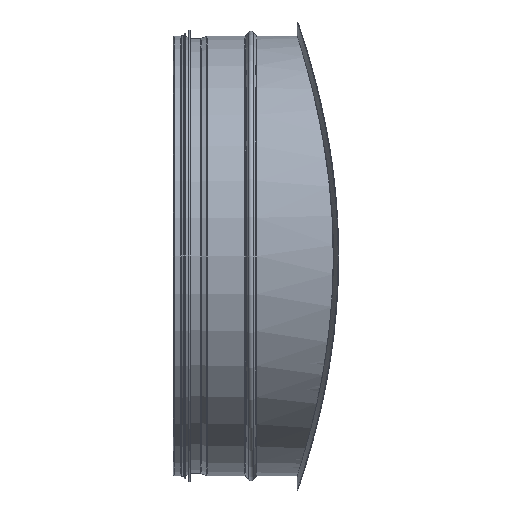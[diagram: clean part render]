
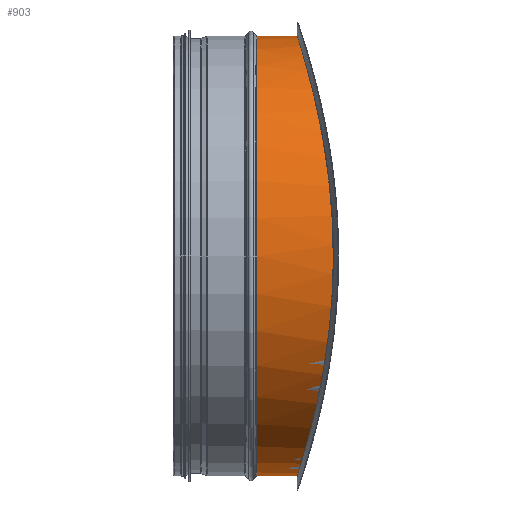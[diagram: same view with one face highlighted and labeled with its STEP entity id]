
A CAD part, left-side view. The second image highlights one B-rep face of the part: STEP entity #903.
In plain terms, the highlighted cylindrical face has radius 199.4 mm (diameter 398.8 mm), a full revolution.
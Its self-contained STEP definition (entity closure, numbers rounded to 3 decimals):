
#645=CARTESIAN_POINT('',(199.4,113.,0.0));
#646=VERTEX_POINT('',#645);
#655=CARTESIAN_POINT('',(-199.4,113.,0.0));
#656=VERTEX_POINT('',#655);
#657=CARTESIAN_POINT('',(-199.4,113.,0.));
#658=CARTESIAN_POINT('',(-199.4,113.,-6.306));
#659=CARTESIAN_POINT('',(-199.1,113.096,-12.713));
#660=CARTESIAN_POINT('',(-197.855,113.492,-25.603));
#661=CARTESIAN_POINT('',(-196.912,113.791,-32.086));
#662=CARTESIAN_POINT('',(-193.094,114.989,-51.462));
#663=CARTESIAN_POINT('',(-189.222,116.194,-64.281));
#664=CARTESIAN_POINT('',(-179.019,119.225,-88.821));
#665=CARTESIAN_POINT('',(-172.681,121.051,-100.562));
#666=CARTESIAN_POINT('',(-158.071,124.983,-122.25));
#667=CARTESIAN_POINT('',(-149.798,127.085,-132.196));
#668=CARTESIAN_POINT('',(-132.193,131.165,-149.801));
#669=CARTESIAN_POINT('',(-122.245,133.289,-158.074));
#670=CARTESIAN_POINT('',(-100.558,137.301,-172.683));
#671=CARTESIAN_POINT('',(-88.819,139.184,-179.019));
#672=CARTESIAN_POINT('',(-64.285,142.331,-189.22));
#673=CARTESIAN_POINT('',(-51.468,143.594,-193.093));
#674=CARTESIAN_POINT('',(-32.092,144.854,-196.911));
#675=CARTESIAN_POINT('',(-25.609,145.169,-197.855));
#676=CARTESIAN_POINT('',(-12.717,145.586,-199.099));
#677=CARTESIAN_POINT('',(-6.308,145.688,-199.4));
#678=CARTESIAN_POINT('',(0.,145.688,-199.4));
#679=CARTESIAN_POINT('',(6.308,145.688,-199.4));
#680=CARTESIAN_POINT('',(12.717,145.586,-199.099));
#681=CARTESIAN_POINT('',(25.609,145.169,-197.855));
#682=CARTESIAN_POINT('',(32.092,144.854,-196.911));
#683=CARTESIAN_POINT('',(51.468,143.594,-193.093));
#684=CARTESIAN_POINT('',(64.285,142.331,-189.22));
#685=CARTESIAN_POINT('',(88.819,139.184,-179.019));
#686=CARTESIAN_POINT('',(100.558,137.301,-172.683));
#687=CARTESIAN_POINT('',(122.245,133.289,-158.074));
#688=CARTESIAN_POINT('',(132.193,131.165,-149.801));
#689=CARTESIAN_POINT('',(149.798,127.085,-132.196));
#690=CARTESIAN_POINT('',(158.071,124.983,-122.25));
#691=CARTESIAN_POINT('',(172.681,121.051,-100.562));
#692=CARTESIAN_POINT('',(179.019,119.225,-88.821));
#693=CARTESIAN_POINT('',(189.222,116.194,-64.281));
#694=CARTESIAN_POINT('',(193.094,114.989,-51.462));
#695=CARTESIAN_POINT('',(196.912,113.791,-32.086));
#696=CARTESIAN_POINT('',(197.855,113.492,-25.603));
#697=CARTESIAN_POINT('',(199.1,113.096,-12.713));
#698=CARTESIAN_POINT('',(199.4,113.,-6.306));
#699=CARTESIAN_POINT('',(199.4,113.,0.));
#700=B_SPLINE_CURVE_WITH_KNOTS('',3,(#657,#658,#659,#660,#661,#662,#663,#664,#665,#666,#667,#668,#669,#670,#671,#672,#673,#674,#675,#676,#677,#678,#679,#680,#681,#682,#683,#684,#685,#686,#687,#688,#689,#690,#691,#692,#693,#694,#695,#696,#697,#698,#699),.UNSPECIFIED.,.F.,.U.,(4,2,2,2,2,2,2,2,2,2,3,2,2,2,2,2,2,2,2,2,4),(90.825,92.717,94.608,98.392,102.176,105.959,109.744,113.529,117.315,119.207,121.1,122.992,124.885,128.67,132.455,136.24,140.024,143.807,147.591,149.483,151.375),.UNSPECIFIED.);
#701=EDGE_CURVE('',#656,#646,#700,.T.);
#703=CARTESIAN_POINT('',(199.4,113.,0.003));
#704=VERTEX_POINT('',#703);
#705=CARTESIAN_POINT('',(199.4,113.,0.003));
#706=CARTESIAN_POINT('',(199.4,113.,6.308));
#707=CARTESIAN_POINT('',(199.1,113.096,12.714));
#708=CARTESIAN_POINT('',(197.855,113.492,25.603));
#709=CARTESIAN_POINT('',(196.912,113.791,32.086));
#710=CARTESIAN_POINT('',(193.094,114.989,51.462));
#711=CARTESIAN_POINT('',(189.222,116.194,64.281));
#712=CARTESIAN_POINT('',(179.019,119.225,88.821));
#713=CARTESIAN_POINT('',(172.681,121.051,100.562));
#714=CARTESIAN_POINT('',(158.071,124.983,122.25));
#715=CARTESIAN_POINT('',(149.798,127.085,132.196));
#716=CARTESIAN_POINT('',(132.193,131.165,149.801));
#717=CARTESIAN_POINT('',(122.245,133.289,158.074));
#718=CARTESIAN_POINT('',(100.558,137.301,172.683));
#719=CARTESIAN_POINT('',(88.819,139.184,179.019));
#720=CARTESIAN_POINT('',(64.285,142.331,189.22));
#721=CARTESIAN_POINT('',(51.468,143.594,193.093));
#722=CARTESIAN_POINT('',(32.092,144.854,196.911));
#723=CARTESIAN_POINT('',(25.609,145.169,197.855));
#724=CARTESIAN_POINT('',(12.717,145.586,199.099));
#725=CARTESIAN_POINT('',(6.308,145.688,199.4));
#726=CARTESIAN_POINT('',(-6.308,145.688,199.4));
#727=CARTESIAN_POINT('',(-12.717,145.586,199.099));
#728=CARTESIAN_POINT('',(-25.609,145.169,197.855));
#729=CARTESIAN_POINT('',(-32.092,144.854,196.911));
#730=CARTESIAN_POINT('',(-51.468,143.594,193.093));
#731=CARTESIAN_POINT('',(-64.285,142.331,189.22));
#732=CARTESIAN_POINT('',(-88.819,139.184,179.019));
#733=CARTESIAN_POINT('',(-100.558,137.301,172.683));
#734=CARTESIAN_POINT('',(-122.245,133.289,158.074));
#735=CARTESIAN_POINT('',(-132.193,131.165,149.801));
#736=CARTESIAN_POINT('',(-149.798,127.085,132.196));
#737=CARTESIAN_POINT('',(-158.071,124.983,122.25));
#738=CARTESIAN_POINT('',(-172.681,121.051,100.562));
#739=CARTESIAN_POINT('',(-179.019,119.225,88.821));
#740=CARTESIAN_POINT('',(-189.222,116.194,64.281));
#741=CARTESIAN_POINT('',(-193.094,114.989,51.462));
#742=CARTESIAN_POINT('',(-196.912,113.791,32.086));
#743=CARTESIAN_POINT('',(-197.855,113.492,25.603));
#744=CARTESIAN_POINT('',(-199.1,113.096,12.713));
#745=CARTESIAN_POINT('',(-199.4,113.,6.306));
#746=CARTESIAN_POINT('',(-199.4,113.,0.));
#747=B_SPLINE_CURVE_WITH_KNOTS('',3,(#705,#706,#707,#708,#709,#710,#711,#712,#713,#714,#715,#716,#717,#718,#719,#720,#721,#722,#723,#724,#725,#726,#727,#728,#729,#730,#731,#732,#733,#734,#735,#736,#737,#738,#739,#740,#741,#742,#743,#744,#745,#746),.UNSPECIFIED.,.F.,.U.,(4,2,2,2,2,2,2,2,2,2,2,2,2,2,2,2,2,2,2,2,4),(30.275,32.167,34.059,37.842,41.626,45.409,49.195,52.98,56.765,58.657,60.55,62.442,64.335,68.12,71.905,75.69,79.474,83.257,87.041,88.933,90.825),.UNSPECIFIED.);
#748=EDGE_CURVE('',#704,#656,#747,.T.);
#853=CARTESIAN_POINT('',(199.4,76.0,0.003));
#854=VERTEX_POINT('',#853);
#855=CARTESIAN_POINT('',(199.4,76.0,0.003));
#856=DIRECTION('',(0.0,1.0,0.0));
#857=VECTOR('',#856,37.);
#858=LINE('',#855,#857);
#859=EDGE_CURVE('',#854,#704,#858,.T.);
#878=CARTESIAN_POINT('',(0.,363.246,0.0));
#879=DIRECTION('',(0.,1.0,0.0));
#880=DIRECTION('',(1.0,0.0,0.0));
#881=AXIS2_PLACEMENT_3D('',#878,#879,#880);
#882=CYLINDRICAL_SURFACE('',#881,199.4);
#883=ORIENTED_EDGE('',*,*,#748,.T.);
#884=ORIENTED_EDGE('',*,*,#701,.T.);
#885=CARTESIAN_POINT('',(199.4,76.0,0.0));
#886=VERTEX_POINT('',#885);
#887=CARTESIAN_POINT('',(199.4,76.0,0.0));
#888=DIRECTION('',(0.0,1.0,0.0));
#889=VECTOR('',#888,37.);
#890=LINE('',#887,#889);
#891=EDGE_CURVE('',#886,#646,#890,.T.);
#892=ORIENTED_EDGE('',*,*,#891,.F.);
#893=CARTESIAN_POINT('',(0.,76.,0.0));
#894=DIRECTION('',(0.0,1.0,0.0));
#895=DIRECTION('',(1.0,0.0,0.0));
#896=AXIS2_PLACEMENT_3D('',#893,#894,#895);
#897=CIRCLE('',#896,199.4);
#898=EDGE_CURVE('',#886,#854,#897,.T.);
#899=ORIENTED_EDGE('',*,*,#898,.T.);
#900=ORIENTED_EDGE('',*,*,#859,.T.);
#901=EDGE_LOOP('',(#883,#884,#892,#899,#900));
#902=FACE_OUTER_BOUND('',#901,.T.);
#903=ADVANCED_FACE('',(#902),#882,.T.);
